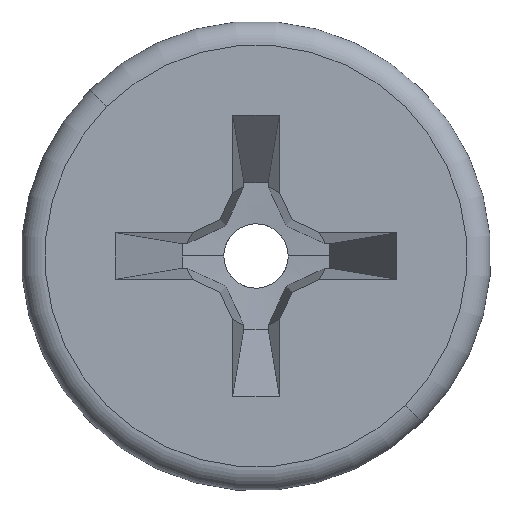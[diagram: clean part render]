
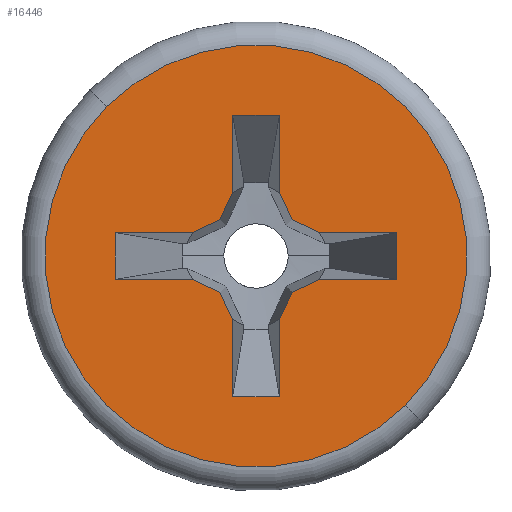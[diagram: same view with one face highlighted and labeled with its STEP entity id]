
A CAD part, left-side view. The second image highlights one B-rep face of the part: STEP entity #16446.
In plain terms, the highlighted planar face has unit normal (-1, 0, 0).
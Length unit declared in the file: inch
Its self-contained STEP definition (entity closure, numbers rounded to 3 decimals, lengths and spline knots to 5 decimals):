
#8854=CARTESIAN_POINT('',(0.,0.,0.));
#8855=DIRECTION('',(-1.,0.,0.));
#8856=DIRECTION('',(0.,1.,0.));
#8857=AXIS2_PLACEMENT_3D('',#8854,#8855,#8856);
#8859=CARTESIAN_POINT('',(0.,0.,0.));
#8860=DIRECTION('',(1.,0.,0.));
#8861=DIRECTION('',(0.,1.,0.));
#8862=AXIS2_PLACEMENT_3D('',#8859,#8860,#8861);
#8864=DIRECTION('',(0.,-0.707,-0.707));
#8865=VECTOR('',#8864,0.046);
#8866=CARTESIAN_POINT('',(0.,0.11384,-0.08132));
#8867=LINE('',#8866,#8865);
#8868=DIRECTION('',(0.,0.707,-0.707));
#8869=VECTOR('',#8868,0.07597);
#8870=CARTESIAN_POINT('',(0.,0.0276,-0.06013));
#8871=LINE('',#8870,#8869);
#8872=DIRECTION('',(0.,0.94,-0.342));
#8873=VECTOR('',#8872,0.02937);
#8874=CARTESIAN_POINT('',(0.,0.,-0.05008));
#8875=LINE('',#8874,#8873);
#8876=DIRECTION('',(0.,0.94,0.342));
#8877=VECTOR('',#8876,0.02937);
#8878=CARTESIAN_POINT('',(0.,-0.0276,-0.06013));
#8879=LINE('',#8878,#8877);
#8880=DIRECTION('',(0.,-0.707,-0.707));
#8881=VECTOR('',#8880,0.07597);
#8882=CARTESIAN_POINT('',(0.,-0.0276,-0.06013));
#8883=LINE('',#8882,#8881);
#8884=DIRECTION('',(0.,0.707,-0.707));
#8885=VECTOR('',#8884,0.046);
#8886=CARTESIAN_POINT('',(0.,-0.11384,-0.08132));
#8887=LINE('',#8886,#8885);
#8888=DIRECTION('',(0.,-0.707,-0.707));
#8889=VECTOR('',#8888,0.07597);
#8890=CARTESIAN_POINT('',(0.,-0.06013,-0.0276));
#8891=LINE('',#8890,#8889);
#8892=DIRECTION('',(0.,-0.342,-0.94));
#8893=VECTOR('',#8892,0.02937);
#8894=CARTESIAN_POINT('',(0.,-0.05008,0.));
#8895=LINE('',#8894,#8893);
#8896=DIRECTION('',(0.,0.342,-0.94));
#8897=VECTOR('',#8896,0.02937);
#8898=CARTESIAN_POINT('',(0.,-0.06013,0.0276));
#8899=LINE('',#8898,#8897);
#8900=DIRECTION('',(0.,0.707,-0.707));
#8901=VECTOR('',#8900,0.07597);
#8902=CARTESIAN_POINT('',(0.,-0.11384,0.08132));
#8903=LINE('',#8902,#8901);
#8904=DIRECTION('',(0.,-0.707,-0.707));
#8905=VECTOR('',#8904,0.046);
#8906=CARTESIAN_POINT('',(0.,-0.08132,0.11384));
#8907=LINE('',#8906,#8905);
#8908=DIRECTION('',(0.,0.707,-0.707));
#8909=VECTOR('',#8908,0.07597);
#8910=CARTESIAN_POINT('',(0.,-0.08132,0.11384));
#8911=LINE('',#8910,#8909);
#8912=DIRECTION('',(0.,-0.94,0.342));
#8913=VECTOR('',#8912,0.02937);
#8914=CARTESIAN_POINT('',(0.,0.,0.05008));
#8915=LINE('',#8914,#8913);
#8916=DIRECTION('',(0.,-0.94,-0.342));
#8917=VECTOR('',#8916,0.02937);
#8918=CARTESIAN_POINT('',(0.,0.0276,0.06013));
#8919=LINE('',#8918,#8917);
#8920=DIRECTION('',(0.,-0.707,-0.707));
#8921=VECTOR('',#8920,0.07597);
#8922=CARTESIAN_POINT('',(0.,0.08132,0.11384));
#8923=LINE('',#8922,#8921);
#8924=DIRECTION('',(0.,0.707,-0.707));
#8925=VECTOR('',#8924,0.046);
#8926=CARTESIAN_POINT('',(0.,0.08132,0.11384));
#8927=LINE('',#8926,#8925);
#8928=DIRECTION('',(0.,-0.707,-0.707));
#8929=VECTOR('',#8928,0.07597);
#8930=CARTESIAN_POINT('',(0.,0.11384,0.08132));
#8931=LINE('',#8930,#8929);
#8932=DIRECTION('',(0.,0.342,0.94));
#8933=VECTOR('',#8932,0.02937);
#8934=CARTESIAN_POINT('',(0.,0.05008,0.));
#8935=LINE('',#8934,#8933);
#8936=DIRECTION('',(0.,-0.342,0.94));
#8937=VECTOR('',#8936,0.02937);
#8938=CARTESIAN_POINT('',(0.,0.06013,-0.0276));
#8939=LINE('',#8938,#8937);
#8940=DIRECTION('',(0.,0.707,-0.707));
#8941=VECTOR('',#8940,0.07597);
#8942=CARTESIAN_POINT('',(0.,0.06013,-0.0276));
#8943=LINE('',#8942,#8941);
#10797=CARTESIAN_POINT('',(0.,0.11384,-0.08132));
#10798=CARTESIAN_POINT('',(0.,0.08132,-0.11384));
#10799=VERTEX_POINT('',#10797);
#10800=VERTEX_POINT('',#10798);
#10801=CARTESIAN_POINT('',(0.,0.06013,-0.0276));
#10802=VERTEX_POINT('',#10801);
#10803=CARTESIAN_POINT('',(0.,0.05008,0.));
#10804=VERTEX_POINT('',#10803);
#10805=CARTESIAN_POINT('',(0.,0.06013,0.0276));
#10806=VERTEX_POINT('',#10805);
#10807=CARTESIAN_POINT('',(0.,0.11384,0.08132));
#10808=VERTEX_POINT('',#10807);
#10809=CARTESIAN_POINT('',(0.,0.08132,0.11384));
#10810=VERTEX_POINT('',#10809);
#10811=CARTESIAN_POINT('',(0.,0.0276,0.06013));
#10812=VERTEX_POINT('',#10811);
#10813=CARTESIAN_POINT('',(0.,0.,0.05008));
#10814=VERTEX_POINT('',#10813);
#10815=CARTESIAN_POINT('',(0.,-0.0276,0.06013));
#10816=VERTEX_POINT('',#10815);
#10817=CARTESIAN_POINT('',(0.,-0.08132,0.11384));
#10818=VERTEX_POINT('',#10817);
#10819=CARTESIAN_POINT('',(0.,-0.11384,0.08132));
#10820=VERTEX_POINT('',#10819);
#10821=CARTESIAN_POINT('',(0.,-0.06013,0.0276));
#10822=VERTEX_POINT('',#10821);
#10823=CARTESIAN_POINT('',(0.,-0.05008,0.));
#10824=VERTEX_POINT('',#10823);
#10825=CARTESIAN_POINT('',(0.,-0.06013,-0.0276));
#10826=VERTEX_POINT('',#10825);
#10827=CARTESIAN_POINT('',(0.,-0.11384,-0.08132));
#10828=VERTEX_POINT('',#10827);
#10829=CARTESIAN_POINT('',(0.,-0.08132,-0.11384));
#10830=VERTEX_POINT('',#10829);
#10831=CARTESIAN_POINT('',(0.,-0.0276,-0.06013));
#10832=VERTEX_POINT('',#10831);
#10833=CARTESIAN_POINT('',(0.,0.,-0.05008));
#10834=VERTEX_POINT('',#10833);
#10835=CARTESIAN_POINT('',(0.,0.0276,-0.06013));
#10836=VERTEX_POINT('',#10835);
#10893=CARTESIAN_POINT('',(0.,0.20655,0.));
#10894=VERTEX_POINT('',#10893);
#10895=CARTESIAN_POINT('',(0.,-0.20655,0.));
#10896=VERTEX_POINT('',#10895);
#16413=CARTESIAN_POINT('',(0.,0.,0.));
#16414=DIRECTION('',(1.,0.,0.));
#16415=DIRECTION('',(0.,-1.,0.));
#16416=AXIS2_PLACEMENT_3D('',#16413,#16414,#16415);
#16417=PLANE('',#16416);
#16419=ORIENTED_EDGE('',*,*,#16418,.F.);
#16421=ORIENTED_EDGE('',*,*,#16420,.T.);
#16422=EDGE_LOOP('',(#16419,#16421));
#16423=FACE_OUTER_BOUND('',#16422,.F.);
#16424=ORIENTED_EDGE('',*,*,#16234,.T.);
#16425=ORIENTED_EDGE('',*,*,#16248,.F.);
#16426=ORIENTED_EDGE('',*,*,#16274,.F.);
#16427=ORIENTED_EDGE('',*,*,#16300,.F.);
#16428=ORIENTED_EDGE('',*,*,#16314,.T.);
#16429=ORIENTED_EDGE('',*,*,#16328,.F.);
#16430=ORIENTED_EDGE('',*,*,#16342,.F.);
#16431=ORIENTED_EDGE('',*,*,#16368,.F.);
#16432=ORIENTED_EDGE('',*,*,#16394,.F.);
#16433=ORIENTED_EDGE('',*,*,#16407,.F.);
#16434=ORIENTED_EDGE('',*,*,#16043,.F.);
#16435=ORIENTED_EDGE('',*,*,#16059,.T.);
#16436=ORIENTED_EDGE('',*,*,#16085,.F.);
#16437=ORIENTED_EDGE('',*,*,#16111,.F.);
#16438=ORIENTED_EDGE('',*,*,#16125,.F.);
#16439=ORIENTED_EDGE('',*,*,#16139,.T.);
#16440=ORIENTED_EDGE('',*,*,#16153,.T.);
#16441=ORIENTED_EDGE('',*,*,#16179,.F.);
#16442=ORIENTED_EDGE('',*,*,#16205,.F.);
#16443=ORIENTED_EDGE('',*,*,#16219,.T.);
#16444=EDGE_LOOP('',(#16424,#16425,#16426,#16427,#16428,#16429,#16430,#16431,
#16432,#16433,#16434,#16435,#16436,#16437,#16438,#16439,#16440,#16441,#16442,
#16443));
#16445=FACE_BOUND('',#16444,.F.);
#8858=CIRCLE('',#8857,0.20655);
#8863=CIRCLE('',#8862,0.20655);
#16043=EDGE_CURVE('',#10818,#10820,#8907,.T.);
#16059=EDGE_CURVE('',#10818,#10816,#8911,.T.);
#16085=EDGE_CURVE('',#10814,#10816,#8915,.T.);
#16111=EDGE_CURVE('',#10812,#10814,#8919,.T.);
#16125=EDGE_CURVE('',#10810,#10812,#8923,.T.);
#16139=EDGE_CURVE('',#10810,#10808,#8927,.T.);
#16153=EDGE_CURVE('',#10808,#10806,#8931,.T.);
#16179=EDGE_CURVE('',#10804,#10806,#8935,.T.);
#16205=EDGE_CURVE('',#10802,#10804,#8939,.T.);
#16219=EDGE_CURVE('',#10802,#10799,#8943,.T.);
#16234=EDGE_CURVE('',#10799,#10800,#8867,.T.);
#16248=EDGE_CURVE('',#10836,#10800,#8871,.T.);
#16274=EDGE_CURVE('',#10834,#10836,#8875,.T.);
#16300=EDGE_CURVE('',#10832,#10834,#8879,.T.);
#16314=EDGE_CURVE('',#10832,#10830,#8883,.T.);
#16328=EDGE_CURVE('',#10828,#10830,#8887,.T.);
#16342=EDGE_CURVE('',#10826,#10828,#8891,.T.);
#16368=EDGE_CURVE('',#10824,#10826,#8895,.T.);
#16394=EDGE_CURVE('',#10822,#10824,#8899,.T.);
#16407=EDGE_CURVE('',#10820,#10822,#8903,.T.);
#16418=EDGE_CURVE('',#10894,#10896,#8858,.T.);
#16420=EDGE_CURVE('',#10894,#10896,#8863,.T.);
#16446=ADVANCED_FACE('',(#16423,#16445),#16417,.F.);
